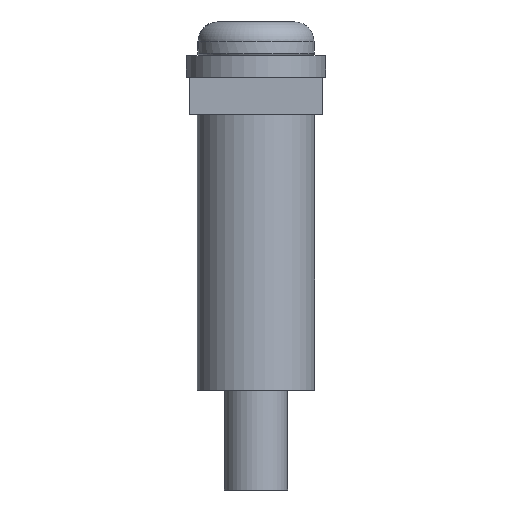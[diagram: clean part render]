
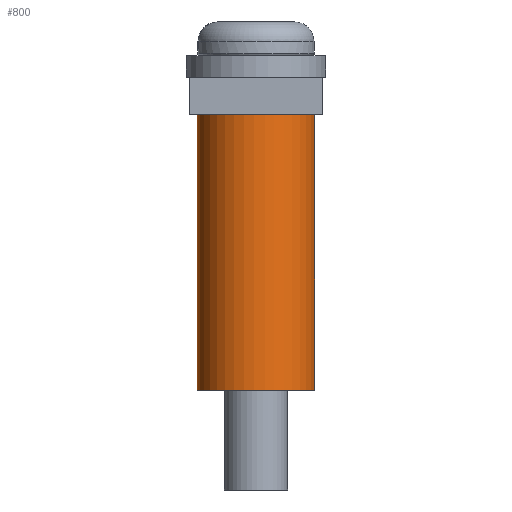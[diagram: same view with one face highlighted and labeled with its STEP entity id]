
A CAD part, front view. The second image highlights one B-rep face of the part: STEP entity #800.
In plain terms, the highlighted cylindrical face has radius 2.45 mm (diameter 4.9 mm), a full revolution.
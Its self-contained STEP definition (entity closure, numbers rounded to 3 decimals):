
#105 = ORIENTED_EDGE ( 'NONE', *, *, #1692, .F. ) ;
#156 = CARTESIAN_POINT ( 'NONE',  ( -2.646, -9.501, 24.625 ) ) ;
#265 = AXIS2_PLACEMENT_3D ( 'NONE', #1101, #1064, #3039 ) ;
#391 = DIRECTION ( 'NONE',  ( 0., 0., 1. ) ) ;
#450 = EDGE_LOOP ( 'NONE', ( #105 ) ) ;
#615 = FACE_OUTER_BOUND ( 'NONE', #450, .T. ) ;
#730 = EDGE_LOOP ( 'NONE', ( #1211 ) ) ;
#800 = ADVANCED_FACE ( 'NONE', ( #615, #2331 ), #1764, .T. ) ;
#850 = CARTESIAN_POINT ( 'NONE',  ( -4.972, -10.271, 24.625 ) ) ;
#863 = DIRECTION ( 'NONE',  ( 0., 0., 1. ) ) ;
#869 = CIRCLE ( 'NONE', #1844, 2.45 ) ;
#1064 = DIRECTION ( 'NONE',  ( 0., 0., -1. ) ) ;
#1101 = CARTESIAN_POINT ( 'NONE',  ( -4.972, -10.271, 24.625 ) ) ;
#1122 = DIRECTION ( 'NONE',  ( 0.949, 0.314, 0. ) ) ;
#1211 = ORIENTED_EDGE ( 'NONE', *, *, #1724, .T. ) ;
#1362 = CARTESIAN_POINT ( 'NONE',  ( -4.972, -10.271, 13.125 ) ) ;
#1575 = DIRECTION ( 'NONE',  ( 0.949, 0.314, 0. ) ) ;
#1692 = EDGE_CURVE ( 'NONE', #2848, #2848, #869, .T. ) ;
#1724 = EDGE_CURVE ( 'NONE', #2096, #2096, #2372, .T. ) ;
#1764 = CYLINDRICAL_SURFACE ( 'NONE', #265, 2.45 ) ;
#1844 = AXIS2_PLACEMENT_3D ( 'NONE', #850, #391, #1575 ) ;
#2096 = VERTEX_POINT ( 'NONE', #2566 ) ;
#2331 = FACE_OUTER_BOUND ( 'NONE', #730, .T. ) ;
#2372 = CIRCLE ( 'NONE', #2967, 2.45 ) ;
#2566 = CARTESIAN_POINT ( 'NONE',  ( -2.646, -9.501, 13.125 ) ) ;
#2848 = VERTEX_POINT ( 'NONE', #156 ) ;
#2967 = AXIS2_PLACEMENT_3D ( 'NONE', #1362, #863, #1122 ) ;
#3039 = DIRECTION ( 'NONE',  ( -0.949, -0.314, 0. ) ) ;
